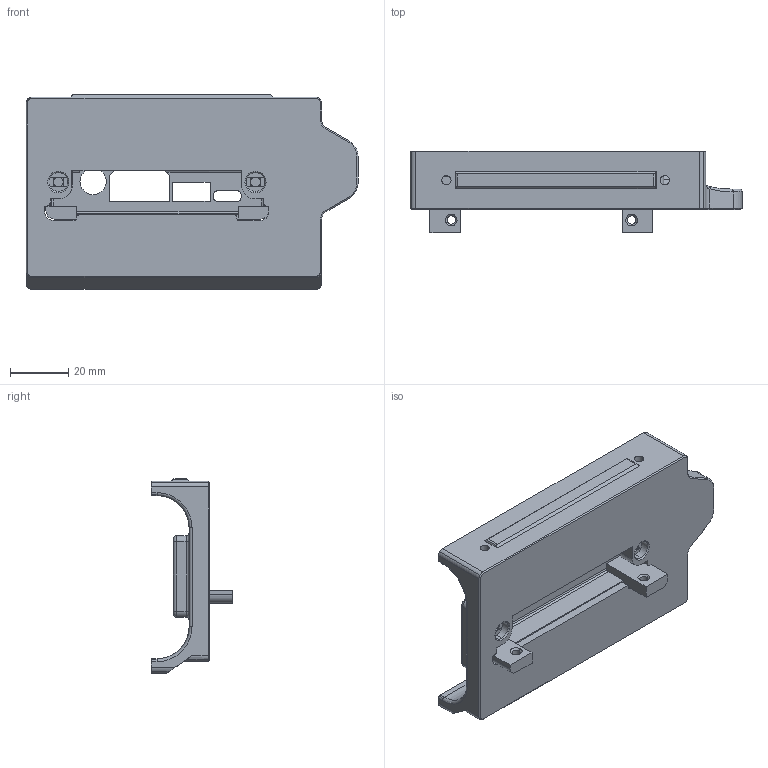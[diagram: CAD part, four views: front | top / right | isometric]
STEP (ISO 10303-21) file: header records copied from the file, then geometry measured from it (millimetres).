
FILE_DESCRIPTION (( 'STEP AP203' ), '1' );
FILE_NAME ('Voron_Trident_IO.STEP', '2025-09-17T10:01:13', ( '' ), ( '' ), 'SwSTEP 2.0', 'SolidWorks 2021', '' );
FILE_SCHEMA (( 'CONFIG_CONTROL_DESIGN' ));
Length unit declared in the file: millimetre
Products named in the file (3): Voron_Trident_IO; Option Plate; BoxTurtle IO PCB Keystone Panel for Voron Trident
Assembly tree (2 placements, depth 2):
  Voron_Trident_IO
    BoxTurtle IO PCB Keystone Panel for Voron Trident
    Option Plate
Bounding box: 114 x 28 x 66.8 mm (x, y, z)
Volume: 56883.6 mm3; surface area: 30744.3 mm2
Topology: 2 solids, 4 shells, 715 faces, 1949 edges, 1268 vertices
Faces by surface type: plane 366, cylinder 201, bspline 99, cone 34, torus 15
Entity records: 24427 total; most frequent: CARTESIAN_POINT 6564, ORIENTED_EDGE 3898, DIRECTION 3308, EDGE_CURVE 1949, VERTEX_POINT 1268, LINE 1242, VECTOR 1242, AXIS2_PLACEMENT_3D 1033
